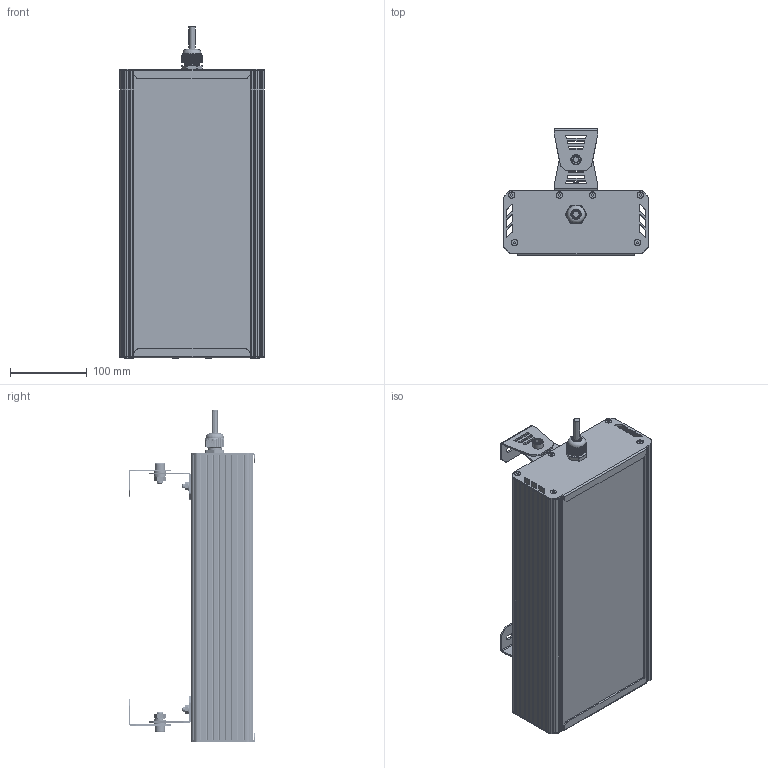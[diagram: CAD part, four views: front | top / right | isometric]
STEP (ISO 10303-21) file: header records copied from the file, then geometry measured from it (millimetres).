
FILE_DESCRIPTION(('STEP AP214'), '1');
FILE_NAME('001.0079.76.000 - ÃÑÏ-Ýêñòðà-Îïòèê-80', '2023-11-02T07:38:48', ('Ëóêîíèí'), ('ÎÊÁ Ñâîé Ñòèëü'), 'C3D Converter', 'C3D Toolkit', '');
FILE_SCHEMA(('AUTOMOTIVE_DESIGN { 1 0 10303 214 3 1 1}'));
Length unit declared in the file: millimetre
Products named in the file (33): 001.0079.76.000; 001.0065.01.000
Assembly tree (63 placements, depth 4):
  001.0079.76.000
    (unnamed)
      (unnamed)
      (unnamed)
      (unnamed)
      (unnamed)  x6
      (unnamed)  x6
      (unnamed)
      (unnamed)
      (unnamed)
      (unnamed)
        (unnamed)
      (unnamed)  x8
        (unnamed)
        (unnamed)
        (unnamed)
        (unnamed)
        (unnamed)
        (unnamed)
        (unnamed)
        (unnamed)
        (unnamed)
        (unnamed)
    001.0065.01.000  x2
      (unnamed)
      (unnamed)
      (unnamed)
      (unnamed)
      (unnamed)
      (unnamed)
      (unnamed)
      (unnamed)
      (unnamed)
Bounding box: 187.37 x 164.65 x 431.43 mm (x, y, z)
Volume: 1317007.9 mm3; surface area: 1002357.2 mm2
Topology: 304 solids, 304 shells, 5046 faces, 12227 edges, 8179 vertices
Faces by surface type: plane 3360, cylinder 1348, cone 178, bspline 141, torus 11, sphere 8
Full cylindrical faces by diameter (mm): 1 x8, 2 x16, 2.5 x32, 2.8 x200, 3.2 x8, 3.5 x48, 4 x12, 6 x4, 6.375 x2, 8 x16, 8.5 x8, 9 x104, 12 x3, 12.5 x1, 13.333 x2, 16 x5, 18.5 x3, 20 x1, 23.5 x1
Entity records: 104452 total; most frequent: CARTESIAN_POINT 48268, ORIENTED_EDGE 10296, DIRECTION 9490, EDGE_CURVE 5148, VERTEX_POINT 3534, AXIS2_PLACEMENT_3D 3191, LINE 3108, VECTOR 3108
